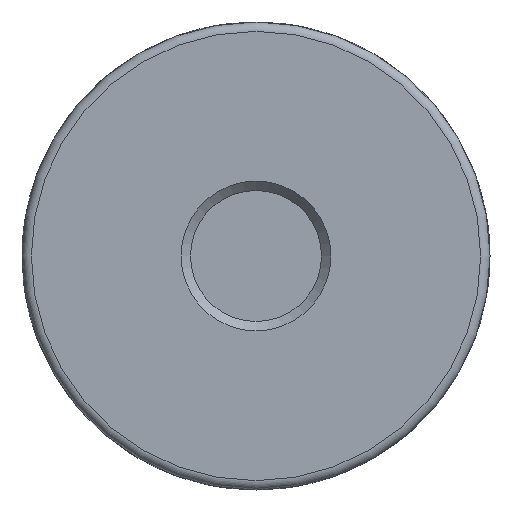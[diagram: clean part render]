
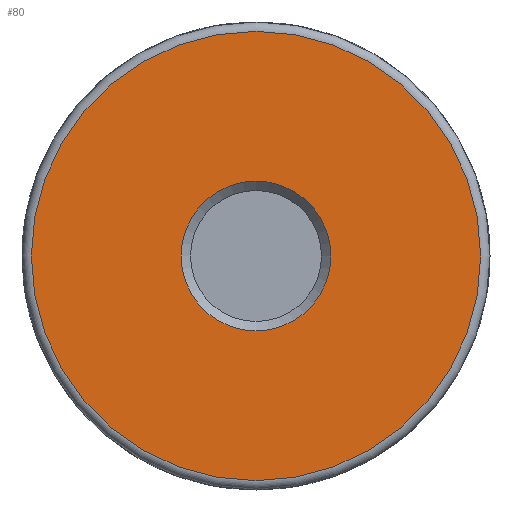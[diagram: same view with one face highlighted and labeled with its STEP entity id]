
A CAD part, left-side view. The second image highlights one B-rep face of the part: STEP entity #80.
In plain terms, the highlighted planar face has unit normal (-1, 0, 0).
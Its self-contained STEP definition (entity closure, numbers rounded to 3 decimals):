
#80 = ADVANCED_FACE( '', ( #128, #129 ), #130, .F. );
#128 = FACE_BOUND( '', #211, .T. );
#129 = FACE_OUTER_BOUND( '', #212, .T. );
#130 = PLANE( '', #213 );
#211 = EDGE_LOOP( '', ( #361 ) );
#212 = EDGE_LOOP( '', ( #362 ) );
#213 = AXIS2_PLACEMENT_3D( '', #363, #364, #365 );
#361 = ORIENTED_EDGE( '', *, *, #534, .T. );
#362 = ORIENTED_EDGE( '', *, *, #535, .T. );
#363 = CARTESIAN_POINT( '', ( -32.5, 0., 0. ) );
#364 = DIRECTION( '', ( 1., 0., 0. ) );
#365 = DIRECTION( '', ( 0., 1., 0. ) );
#534 = EDGE_CURVE( '', #615, #615, #616, .T. );
#535 = EDGE_CURVE( '', #617, #617, #618, .F. );
#615 = VERTEX_POINT( '', #749 );
#616 = CIRCLE( '', #750, 8. );
#617 = VERTEX_POINT( '', #751 );
#618 = CIRCLE( '', #752, 24. );
#749 = CARTESIAN_POINT( '', ( -32.5, 8., 0. ) );
#750 = AXIS2_PLACEMENT_3D( '', #877, #878, #879 );
#751 = CARTESIAN_POINT( '', ( -32.5, 24., 0. ) );
#752 = AXIS2_PLACEMENT_3D( '', #880, #881, #882 );
#877 = CARTESIAN_POINT( '', ( -32.5, 0., 0. ) );
#878 = DIRECTION( '', ( 1., 0., 0. ) );
#879 = DIRECTION( '', ( 0., 1., 0. ) );
#880 = CARTESIAN_POINT( '', ( -32.5, 0., 0. ) );
#881 = DIRECTION( '', ( 1., 0., 0. ) );
#882 = DIRECTION( '', ( 0., 1., 0. ) );
